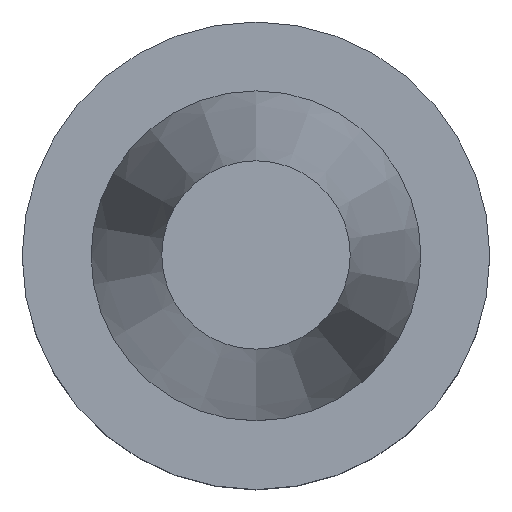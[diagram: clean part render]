
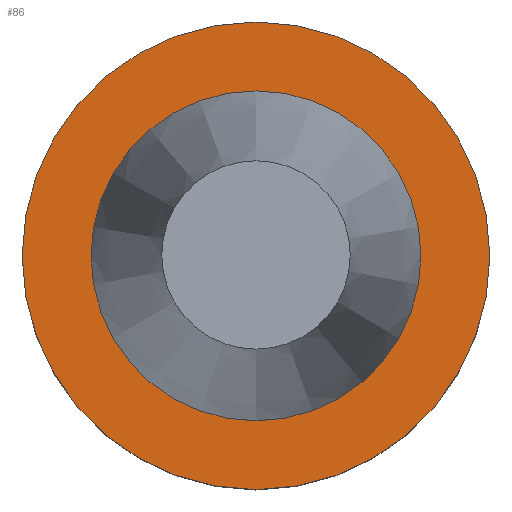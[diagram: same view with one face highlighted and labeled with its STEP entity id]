
A CAD part, top view. The second image highlights one B-rep face of the part: STEP entity #86.
In plain terms, the highlighted planar face has unit normal (0, 0, 1).
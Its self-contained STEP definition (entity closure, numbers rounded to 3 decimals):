
#86=ADVANCED_FACE('',(#123,#124),#125,.T.);
#123=FACE_BOUND('',#166,.T.);
#124=FACE_OUTER_BOUND('',#167,.T.);
#125=PLANE('',#168);
#166=EDGE_LOOP('',(#231));
#167=EDGE_LOOP('',(#232));
#168=AXIS2_PLACEMENT_3D('',#233,#234,#235);
#231=ORIENTED_EDGE('',*,*,#261,.F.);
#232=ORIENTED_EDGE('',*,*,#260,.T.);
#233=CARTESIAN_POINT('',(0.,26.863,-1.));
#234=DIRECTION('',(0.,0.,1.0));
#235=DIRECTION('',(0.,1.0,0.));
#260=EDGE_CURVE('',#284,#284,#285,.T.);
#261=EDGE_CURVE('',#286,#286,#287,.T.);
#284=VERTEX_POINT('',#312);
#285=CIRCLE('',#313,31.5);
#286=VERTEX_POINT('',#314);
#287=CIRCLE('',#315,22.225);
#312=CARTESIAN_POINT('',(0.,31.5,-1.));
#313=AXIS2_PLACEMENT_3D('',#350,#351,#352);
#314=CARTESIAN_POINT('',(0.,22.225,-1.));
#315=AXIS2_PLACEMENT_3D('',#353,#354,#355);
#350=CARTESIAN_POINT('',(0.,0.,-1.));
#351=DIRECTION('',(0.,0.,1.0));
#352=DIRECTION('',(0.,1.0,0.));
#353=CARTESIAN_POINT('',(0.,0.,-1.));
#354=DIRECTION('',(0.,0.,1.0));
#355=DIRECTION('',(0.,1.0,0.));
